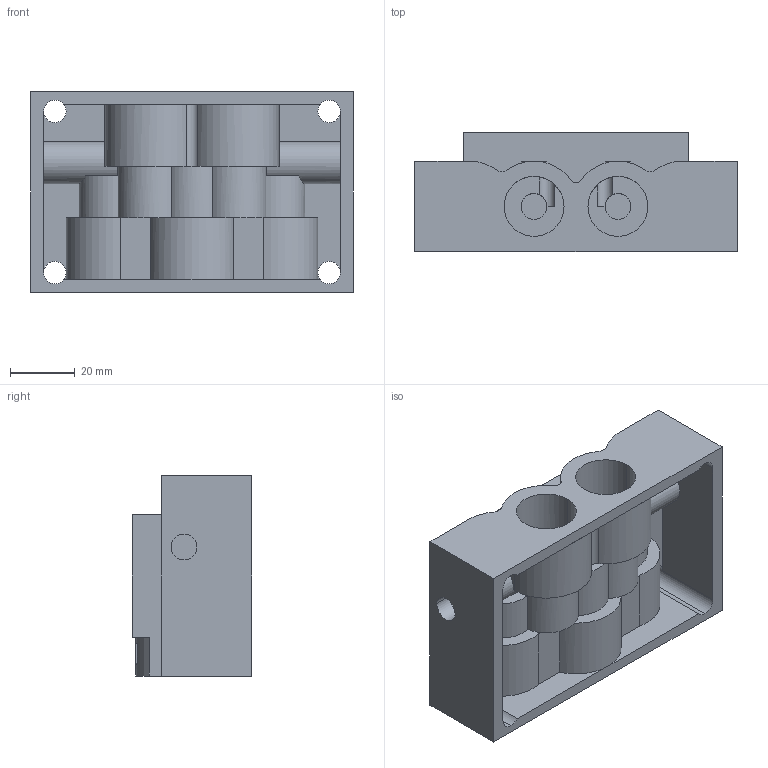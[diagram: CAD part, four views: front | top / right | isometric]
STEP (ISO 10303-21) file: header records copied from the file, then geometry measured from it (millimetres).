
FILE_DESCRIPTION (( 'STEP AP203' ), '1' );
FILE_NAME ('SIB43-S.STEP', '2016-01-15T05:13:46', ( 'yrd8' ), ( 'Hewlett-Packard Company' ), 'SwSTEP 2.0', 'SolidWorks 2008', '' );
FILE_SCHEMA (( 'CONFIG_CONTROL_DESIGN' ));
Length unit declared in the file: millimetre
Products named in the file (1): SIB43-S
Bounding box: 100 x 37 x 62 mm (x, y, z)
Volume: 99841.4 mm3; surface area: 43654.1 mm2
Topology: 1 solids, 1 shells, 304 faces, 824 edges, 541 vertices
Faces by surface type: plane 191, cylinder 82, bspline 31
Entity records: 11701 total; most frequent: CARTESIAN_POINT 4017, ORIENTED_EDGE 1648, DIRECTION 1477, EDGE_CURVE 824, VERTEX_POINT 541, LINE 525, VECTOR 525, AXIS2_PLACEMENT_3D 476
